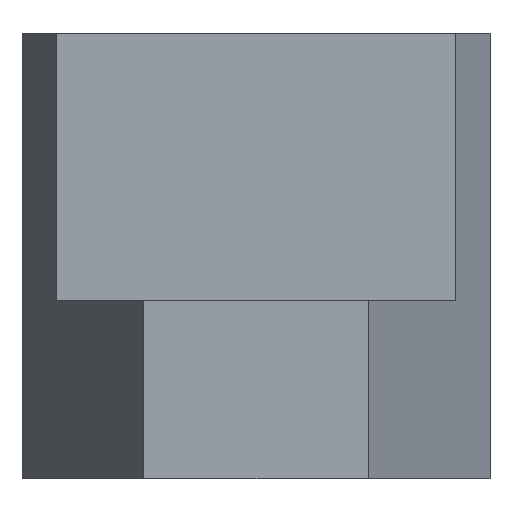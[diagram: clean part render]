
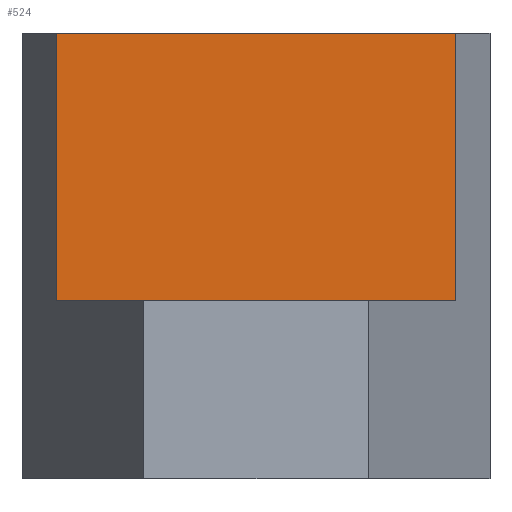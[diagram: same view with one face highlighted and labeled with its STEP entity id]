
A CAD part, left-side view. The second image highlights one B-rep face of the part: STEP entity #524.
In plain terms, the highlighted planar face has unit normal (-1, 0, 0).
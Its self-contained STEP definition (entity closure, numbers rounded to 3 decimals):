
#10 = ORIENTED_EDGE ( 'NONE', *, *, #875, .T. ) ;
#18 = DIRECTION ( 'NONE',  ( 0., -1., 0. ) ) ;
#19 = CARTESIAN_POINT ( 'NONE',  ( 11.5, 17.906, 40. ) ) ;
#59 = EDGE_CURVE ( 'NONE', #914, #568, #969, .T. ) ;
#122 = CARTESIAN_POINT ( 'NONE',  ( 11.5, -17.906, 40. ) ) ;
#131 = ORIENTED_EDGE ( 'NONE', *, *, #59, .F. ) ;
#145 = CARTESIAN_POINT ( 'NONE',  ( 11.5, 17.906, 40. ) ) ;
#180 = VECTOR ( 'NONE', #419, 1000. ) ;
#214 = EDGE_CURVE ( 'NONE', #217, #914, #240, .T. ) ;
#217 = VERTEX_POINT ( 'NONE', #19 ) ;
#235 = DIRECTION ( 'NONE',  ( 1., 0., 0. ) ) ;
#240 = LINE ( 'NONE', #819, #180 ) ;
#261 = DIRECTION ( 'NONE',  ( 0., 0., -1. ) ) ;
#339 = LINE ( 'NONE', #971, #882 ) ;
#341 = VERTEX_POINT ( 'NONE', #520 ) ;
#382 = DIRECTION ( 'NONE',  ( 0., 1., 0. ) ) ;
#387 = FACE_OUTER_BOUND ( 'NONE', #780, .T. ) ;
#419 = DIRECTION ( 'NONE',  ( 0., -1., 0. ) ) ;
#446 = VECTOR ( 'NONE', #983, 1000. ) ;
#520 = CARTESIAN_POINT ( 'NONE',  ( 11.5, 17.906, 16. ) ) ;
#522 = CARTESIAN_POINT ( 'NONE',  ( 11.5, 17.906, 40. ) ) ;
#524 = ADVANCED_FACE ( 'NONE', ( #387 ), #627, .F. ) ;
#568 = VERTEX_POINT ( 'NONE', #1011 ) ;
#627 = PLANE ( 'NONE',  #1010 ) ;
#678 = ORIENTED_EDGE ( 'NONE', *, *, #682, .T. ) ;
#682 = EDGE_CURVE ( 'NONE', #341, #568, #339, .T. ) ;
#695 = ORIENTED_EDGE ( 'NONE', *, *, #214, .F. ) ;
#780 = EDGE_LOOP ( 'NONE', ( #678, #131, #695, #10 ) ) ;
#819 = CARTESIAN_POINT ( 'NONE',  ( 11.5, 17.906, 40. ) ) ;
#832 = CARTESIAN_POINT ( 'NONE',  ( 11.5, -17.906, 40. ) ) ;
#875 = EDGE_CURVE ( 'NONE', #217, #341, #910, .T. ) ;
#882 = VECTOR ( 'NONE', #18, 1000. ) ;
#910 = LINE ( 'NONE', #522, #446 ) ;
#914 = VERTEX_POINT ( 'NONE', #122 ) ;
#937 = VECTOR ( 'NONE', #261, 1000. ) ;
#969 = LINE ( 'NONE', #832, #937 ) ;
#971 = CARTESIAN_POINT ( 'NONE',  ( 11.5, 17.906, 16. ) ) ;
#983 = DIRECTION ( 'NONE',  ( 0., 0., -1. ) ) ;
#1010 = AXIS2_PLACEMENT_3D ( 'NONE', #145, #235, #382 ) ;
#1011 = CARTESIAN_POINT ( 'NONE',  ( 11.5, -17.906, 16. ) ) ;
